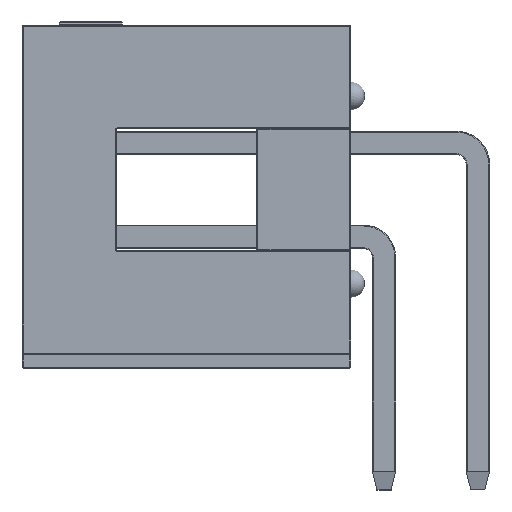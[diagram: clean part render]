
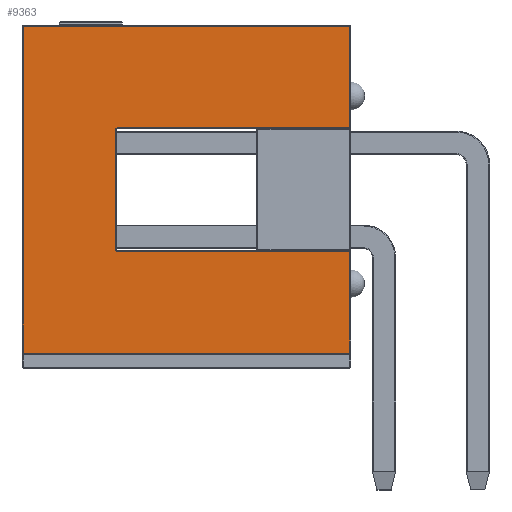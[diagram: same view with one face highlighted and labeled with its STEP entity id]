
A CAD part, front view. The second image highlights one B-rep face of the part: STEP entity #9363.
In plain terms, the highlighted face is planar.
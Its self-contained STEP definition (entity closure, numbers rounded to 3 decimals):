
#539=PLANE('',#10299);
#1044=FACE_OUTER_BOUND('',#1619,.T.);
#1619=EDGE_LOOP('',(#7588,#7589,#7590,#7591,#7592,#7593,#7594,#7595,#7596,
#7597));
#2124=CIRCLE('',#10118,0.051);
#2158=CIRCLE('',#10167,0.051);
#2373=LINE('',#14464,#3262);
#2376=LINE('',#14503,#3265);
#2381=LINE('',#14531,#3270);
#2386=LINE('',#14553,#3275);
#2392=LINE('',#14583,#3281);
#2395=LINE('',#14587,#3284);
#2399=LINE('',#14593,#3288);
#2440=LINE('',#14655,#3329);
#3262=VECTOR('',#11617,10.);
#3265=VECTOR('',#11662,10.);
#3270=VECTOR('',#11695,10.);
#3275=VECTOR('',#11722,10.);
#3281=VECTOR('',#11758,10.);
#3284=VECTOR('',#11763,10.);
#3288=VECTOR('',#11771,10.);
#3329=VECTOR('',#11854,10.);
#4299=VERTEX_POINT('',#14226);
#4331=VERTEX_POINT('',#14400);
#4332=VERTEX_POINT('',#14402);
#4353=VERTEX_POINT('',#14459);
#4365=VERTEX_POINT('',#14494);
#4366=VERTEX_POINT('',#14495);
#4377=VERTEX_POINT('',#14526);
#4381=VERTEX_POINT('',#14546);
#4387=VERTEX_POINT('',#14566);
#4391=VERTEX_POINT('',#14574);
#5309=EDGE_CURVE('',#4331,#4332,#2124,.T.);
#5339=EDGE_CURVE('',#4299,#4353,#2373,.T.);
#5353=EDGE_CURVE('',#4365,#4366,#2158,.T.);
#5357=EDGE_CURVE('',#4366,#4331,#2376,.T.);
#5371=EDGE_CURVE('',#4353,#4377,#2381,.T.);
#5382=EDGE_CURVE('',#4381,#4365,#2386,.T.);
#5397=EDGE_CURVE('',#4387,#4391,#2392,.T.);
#5400=EDGE_CURVE('',#4391,#4381,#2395,.T.);
#5404=EDGE_CURVE('',#4377,#4387,#2399,.T.);
#5445=EDGE_CURVE('',#4332,#4299,#2440,.T.);
#7588=ORIENTED_EDGE('',*,*,#5397,.F.);
#7589=ORIENTED_EDGE('',*,*,#5404,.F.);
#7590=ORIENTED_EDGE('',*,*,#5371,.F.);
#7591=ORIENTED_EDGE('',*,*,#5339,.F.);
#7592=ORIENTED_EDGE('',*,*,#5445,.F.);
#7593=ORIENTED_EDGE('',*,*,#5309,.F.);
#7594=ORIENTED_EDGE('',*,*,#5357,.F.);
#7595=ORIENTED_EDGE('',*,*,#5353,.F.);
#7596=ORIENTED_EDGE('',*,*,#5382,.F.);
#7597=ORIENTED_EDGE('',*,*,#5400,.F.);
#9363=ADVANCED_FACE('',(#1044),#539,.T.);
#10118=AXIS2_PLACEMENT_3D('',#14403,#11544,#11545);
#10167=AXIS2_PLACEMENT_3D('',#14496,#11652,#11653);
#10299=AXIS2_PLACEMENT_3D('',#15022,#12170,#12171);
#11544=DIRECTION('center_axis',(1.,0.,0.));
#11545=DIRECTION('ref_axis',(0.,-0.707,0.707));
#11617=DIRECTION('',(0.,-1.,0.));
#11652=DIRECTION('center_axis',(1.,0.,0.));
#11653=DIRECTION('ref_axis',(0.,0.707,0.707));
#11662=DIRECTION('',(0.,-1.,0.));
#11695=DIRECTION('',(0.,0.,1.));
#11722=DIRECTION('',(0.,0.,1.));
#11758=DIRECTION('',(0.,0.,-1.));
#11763=DIRECTION('',(0.,-1.,0.));
#11771=DIRECTION('',(0.,1.,0.));
#11854=DIRECTION('',(0.,0.,-1.));
#12170=DIRECTION('center_axis',(1.,0.,0.));
#12171=DIRECTION('ref_axis',(0.,1.,0.));
#14226=CARTESIAN_POINT('',(19.685,-1.676,0.025));
#14400=CARTESIAN_POINT('',(19.685,-1.626,6.375));
#14402=CARTESIAN_POINT('',(19.685,-1.676,6.325));
#14403=CARTESIAN_POINT('Origin',(19.685,-1.626,6.325));
#14459=CARTESIAN_POINT('',(19.685,-4.42,0.025));
#14464=CARTESIAN_POINT('',(19.685,-2.223,0.025));
#14494=CARTESIAN_POINT('',(19.685,1.676,6.325));
#14495=CARTESIAN_POINT('',(19.685,1.626,6.375));
#14496=CARTESIAN_POINT('Origin',(19.685,1.626,6.325));
#14503=CARTESIAN_POINT('',(19.685,-3.048,6.375));
#14526=CARTESIAN_POINT('',(19.685,-4.42,8.865));
#14531=CARTESIAN_POINT('',(19.685,-4.42,0.));
#14546=CARTESIAN_POINT('',(19.685,1.676,0.025));
#14553=CARTESIAN_POINT('',(19.685,1.676,3.175));
#14566=CARTESIAN_POINT('',(19.685,4.42,8.865));
#14574=CARTESIAN_POINT('',(19.685,4.42,0.025));
#14583=CARTESIAN_POINT('',(19.685,4.42,0.));
#14587=CARTESIAN_POINT('',(19.685,-2.223,0.025));
#14593=CARTESIAN_POINT('',(19.685,-2.223,8.865));
#14655=CARTESIAN_POINT('',(19.685,-1.676,0.));
#15022=CARTESIAN_POINT('Origin',(19.685,-4.445,0.));
